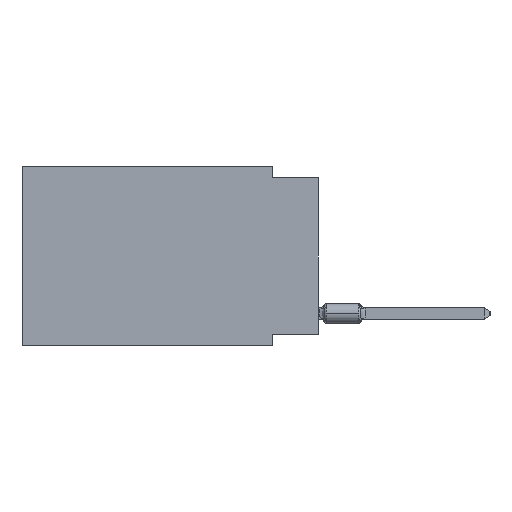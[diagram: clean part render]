
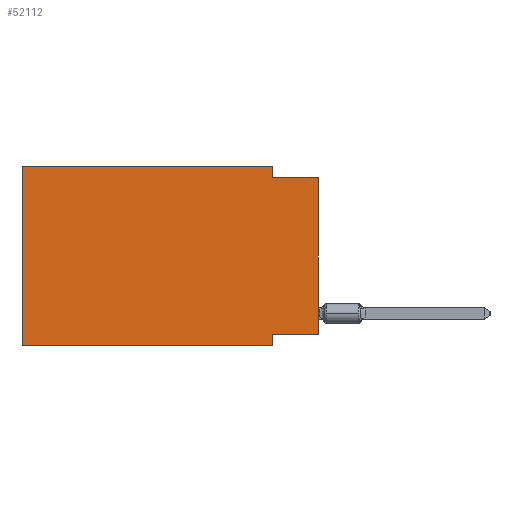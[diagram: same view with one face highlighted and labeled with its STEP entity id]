
A CAD part, left-side view. The second image highlights one B-rep face of the part: STEP entity #52112.
In plain terms, the highlighted planar face has unit normal (-1, 0, 0).
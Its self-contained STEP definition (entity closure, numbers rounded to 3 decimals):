
#595 = DIRECTION ( 'NONE',  ( 0., 1., 0. ) ) ;
#1010 = LINE ( 'NONE', #11826, #14102 ) ;
#1090 = VECTOR ( 'NONE', #32950, 1000. ) ;
#2273 = LINE ( 'NONE', #41932, #62146 ) ;
#3801 = VERTEX_POINT ( 'NONE', #26280 ) ;
#3915 = CARTESIAN_POINT ( 'NONE',  ( 0., 2.54, -9.906 ) ) ;
#3985 = DIRECTION ( 'NONE',  ( 0., 0., -1. ) ) ;
#5776 = CARTESIAN_POINT ( 'NONE',  ( 0., 16.383, -9.906 ) ) ;
#5938 = EDGE_CURVE ( 'NONE', #37469, #17675, #40268, .T. ) ;
#8056 = VERTEX_POINT ( 'NONE', #44438 ) ;
#8447 = LINE ( 'NONE', #27797, #39059 ) ;
#9026 = CARTESIAN_POINT ( 'NONE',  ( 0., 2.54, 0. ) ) ;
#11450 = LINE ( 'NONE', #20333, #25018 ) ;
#11701 = CARTESIAN_POINT ( 'NONE',  ( 0., 2.54, 0. ) ) ;
#11826 = CARTESIAN_POINT ( 'NONE',  ( 0., 2.54, -9.906 ) ) ;
#12008 = VERTEX_POINT ( 'NONE', #51251 ) ;
#12275 = ORIENTED_EDGE ( 'NONE', *, *, #51364, .F. ) ;
#12733 = CARTESIAN_POINT ( 'NONE',  ( 0., 16.383, 0. ) ) ;
#14102 = VECTOR ( 'NONE', #56077, 1000. ) ;
#14653 = VECTOR ( 'NONE', #30405, 1000. ) ;
#16292 = LINE ( 'NONE', #11701, #38975 ) ;
#16938 = DIRECTION ( 'NONE',  ( 0., 0., -1. ) ) ;
#17675 = VERTEX_POINT ( 'NONE', #24331 ) ;
#19401 = PLANE ( 'NONE',  #56631 ) ;
#20333 = CARTESIAN_POINT ( 'NONE',  ( 0., 0., -0.635 ) ) ;
#20744 = EDGE_CURVE ( 'NONE', #8056, #12008, #11450, .T. ) ;
#23915 = EDGE_CURVE ( 'NONE', #49310, #3801, #52714, .T. ) ;
#24331 = CARTESIAN_POINT ( 'NONE',  ( 0., 2.54, -9.271 ) ) ;
#24740 = VECTOR ( 'NONE', #595, 1000. ) ;
#25018 = VECTOR ( 'NONE', #30826, 1000. ) ;
#26280 = CARTESIAN_POINT ( 'NONE',  ( 0., 16.383, 0. ) ) ;
#26904 = EDGE_CURVE ( 'NONE', #31504, #8056, #16292, .T. ) ;
#27673 = ORIENTED_EDGE ( 'NONE', *, *, #5938, .F. ) ;
#27797 = CARTESIAN_POINT ( 'NONE',  ( 0., 16.383, -9.906 ) ) ;
#28290 = EDGE_CURVE ( 'NONE', #37469, #12008, #2273, .T. ) ;
#28921 = CARTESIAN_POINT ( 'NONE',  ( 0., 16.383, 0. ) ) ;
#30405 = DIRECTION ( 'NONE',  ( 0., 0., 1. ) ) ;
#30826 = DIRECTION ( 'NONE',  ( 0., -1., 0. ) ) ;
#31504 = VERTEX_POINT ( 'NONE', #9026 ) ;
#32950 = DIRECTION ( 'NONE',  ( 0., -1., 0. ) ) ;
#34813 = CARTESIAN_POINT ( 'NONE',  ( 0., 16.383, 0. ) ) ;
#34933 = VERTEX_POINT ( 'NONE', #3915 ) ;
#36814 = ORIENTED_EDGE ( 'NONE', *, *, #26904, .F. ) ;
#37163 = CARTESIAN_POINT ( 'NONE',  ( 0., 0., -9.271 ) ) ;
#37469 = VERTEX_POINT ( 'NONE', #37163 ) ;
#38975 = VECTOR ( 'NONE', #16938, 1000. ) ;
#39059 = VECTOR ( 'NONE', #62225, 1000. ) ;
#39290 = CARTESIAN_POINT ( 'NONE',  ( 0., 0., -9.271 ) ) ;
#39378 = FACE_OUTER_BOUND ( 'NONE', #53983, .T. ) ;
#39390 = EDGE_CURVE ( 'NONE', #49310, #34933, #8447, .T. ) ;
#40268 = LINE ( 'NONE', #39290, #24740 ) ;
#41604 = DIRECTION ( 'NONE',  ( 0., 0., 1. ) ) ;
#41932 = CARTESIAN_POINT ( 'NONE',  ( 0., 0., 0. ) ) ;
#44438 = CARTESIAN_POINT ( 'NONE',  ( 0., 2.54, -0.635 ) ) ;
#45707 = ORIENTED_EDGE ( 'NONE', *, *, #23915, .F. ) ;
#47689 = ORIENTED_EDGE ( 'NONE', *, *, #20744, .F. ) ;
#48894 = DIRECTION ( 'NONE',  ( 1., 0., 0. ) ) ;
#49310 = VERTEX_POINT ( 'NONE', #5776 ) ;
#51251 = CARTESIAN_POINT ( 'NONE',  ( 0., 0., -0.635 ) ) ;
#51364 = EDGE_CURVE ( 'NONE', #3801, #31504, #54471, .T. ) ;
#52112 = ADVANCED_FACE ( 'NONE', ( #39378 ), #19401, .F. ) ;
#52714 = LINE ( 'NONE', #12733, #14653 ) ;
#53983 = EDGE_LOOP ( 'NONE', ( #55822, #47689, #36814, #12275, #45707, #57911, #61185, #27673 ) ) ;
#54471 = LINE ( 'NONE', #34813, #1090 ) ;
#54598 = EDGE_CURVE ( 'NONE', #17675, #34933, #1010, .T. ) ;
#55822 = ORIENTED_EDGE ( 'NONE', *, *, #28290, .T. ) ;
#56077 = DIRECTION ( 'NONE',  ( 0., 0., -1. ) ) ;
#56631 = AXIS2_PLACEMENT_3D ( 'NONE', #28921, #48894, #3985 ) ;
#57911 = ORIENTED_EDGE ( 'NONE', *, *, #39390, .T. ) ;
#61185 = ORIENTED_EDGE ( 'NONE', *, *, #54598, .F. ) ;
#62146 = VECTOR ( 'NONE', #41604, 1000. ) ;
#62225 = DIRECTION ( 'NONE',  ( 0., -1., 0. ) ) ;
